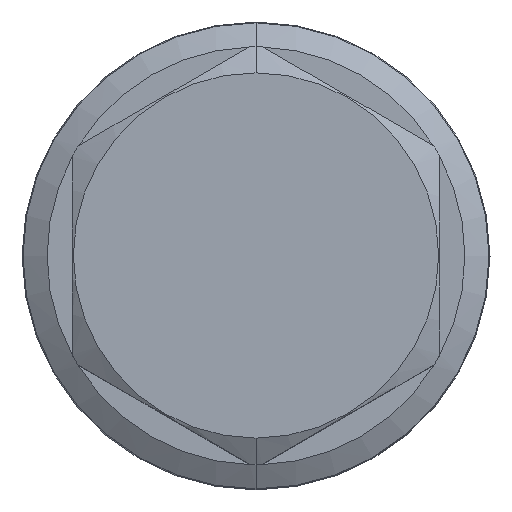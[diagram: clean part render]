
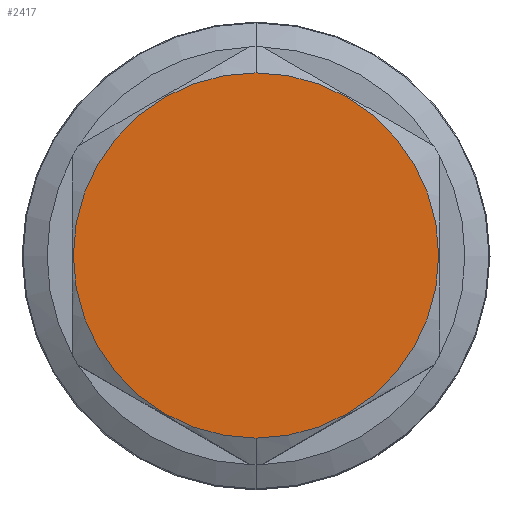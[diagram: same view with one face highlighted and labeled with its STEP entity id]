
A CAD part, top view. The second image highlights one B-rep face of the part: STEP entity #2417.
In plain terms, the highlighted planar face has unit normal (0, 0, 1).
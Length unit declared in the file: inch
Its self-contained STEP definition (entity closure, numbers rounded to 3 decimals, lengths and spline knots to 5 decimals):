
#707=CARTESIAN_POINT('',(0.,0.,4.811));
#708=DIRECTION('',(0.,0.,1.));
#709=DIRECTION('',(0.,-1.,0.));
#710=AXIS2_PLACEMENT_3D('',#707,#708,#709);
#712=CARTESIAN_POINT('',(0.,0.,4.811));
#713=DIRECTION('',(0.,0.,1.));
#714=DIRECTION('',(0.,1.,0.));
#715=AXIS2_PLACEMENT_3D('',#712,#713,#714);
#1257=CARTESIAN_POINT('',(0.,-0.807,4.811));
#1258=CARTESIAN_POINT('',(0.,0.807,4.811));
#1259=VERTEX_POINT('',#1257);
#1260=VERTEX_POINT('',#1258);
#2408=CARTESIAN_POINT('',(0.,0.,4.811));
#2409=DIRECTION('',(0.,0.,1.));
#2410=DIRECTION('',(0.,1.,0.));
#2411=AXIS2_PLACEMENT_3D('',#2408,#2409,#2410);
#2412=PLANE('',#2411);
#2413=ORIENTED_EDGE('',*,*,#2178,.F.);
#2414=ORIENTED_EDGE('',*,*,#2399,.F.);
#2415=EDGE_LOOP('',(#2413,#2414));
#2416=FACE_OUTER_BOUND('',#2415,.F.);
#2417=ADVANCED_FACE('',(#2416),#2412,.T.);
#711=CIRCLE('',#710,0.807);
#716=CIRCLE('',#715,0.807);
#2178=EDGE_CURVE('',#1259,#1260,#711,.T.);
#2399=EDGE_CURVE('',#1260,#1259,#716,.T.);
